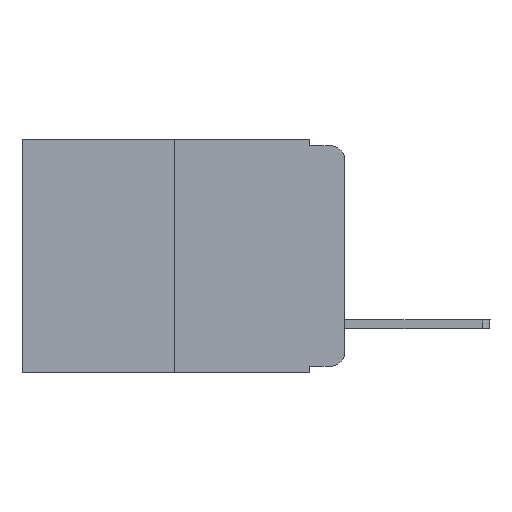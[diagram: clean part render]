
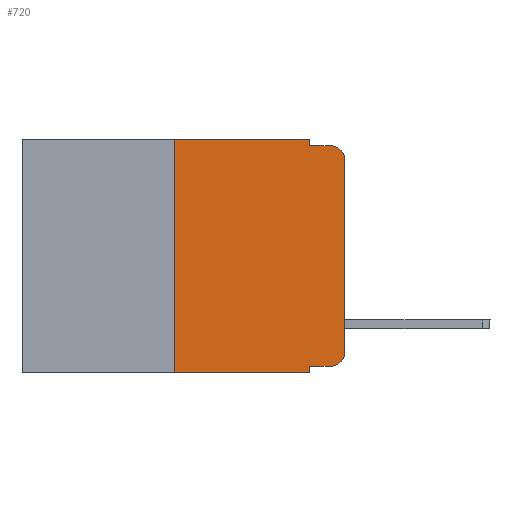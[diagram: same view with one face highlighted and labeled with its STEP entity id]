
A CAD part, left-side view. The second image highlights one B-rep face of the part: STEP entity #720.
In plain terms, the highlighted planar face has unit normal (-1, 0, 0).
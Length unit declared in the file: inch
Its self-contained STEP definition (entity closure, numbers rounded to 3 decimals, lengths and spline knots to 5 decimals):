
#191 = EDGE_CURVE ( 'NONE', #20744, #9552, #10998, .T. ) ;
#561 = LINE ( 'NONE', #18279, #2196 ) ;
#647 = CARTESIAN_POINT ( 'NONE',  ( 0., 0., 0. ) ) ;
#688 = VECTOR ( 'NONE', #13425, 39.37008 ) ;
#720 = ADVANCED_FACE ( 'NONE', ( #19974 ), #22060, .F. ) ;
#1346 = CARTESIAN_POINT ( 'NONE',  ( 0., 0.051, -0.333 ) ) ;
#2196 = VECTOR ( 'NONE', #7385, 39.37008 ) ;
#2577 = DIRECTION ( 'NONE',  ( 0., 0., -1. ) ) ;
#2644 = AXIS2_PLACEMENT_3D ( 'NONE', #20570, #5171, #15384 ) ;
#3022 = CARTESIAN_POINT ( 'NONE',  ( 0., 0.051, -0.01 ) ) ;
#3052 = VECTOR ( 'NONE', #4569, 39.37008 ) ;
#3065 = AXIS2_PLACEMENT_3D ( 'NONE', #7768, #18337, #2577 ) ;
#4038 = ORIENTED_EDGE ( 'NONE', *, *, #191, .T. ) ;
#4239 = CARTESIAN_POINT ( 'NONE',  ( 0., 0.473, 0. ) ) ;
#4569 = DIRECTION ( 'NONE',  ( 0., 0., 1. ) ) ;
#4579 = DIRECTION ( 'NONE',  ( 1., 0., 0. ) ) ;
#4602 = ORIENTED_EDGE ( 'NONE', *, *, #21543, .T. ) ;
#4879 = ORIENTED_EDGE ( 'NONE', *, *, #12233, .T. ) ;
#5171 = DIRECTION ( 'NONE',  ( -1., 0., 0. ) ) ;
#5446 = CARTESIAN_POINT ( 'NONE',  ( 0., 0.051, 0. ) ) ;
#5636 = VERTEX_POINT ( 'NONE', #7432 ) ;
#6170 = EDGE_CURVE ( 'NONE', #14115, #11088, #6414, .T. ) ;
#6349 = DIRECTION ( 'NONE',  ( 0., -1., 0. ) ) ;
#6400 = LINE ( 'NONE', #13409, #19794 ) ;
#6414 = LINE ( 'NONE', #1346, #688 ) ;
#6740 = CARTESIAN_POINT ( 'NONE',  ( 0., 0.25, -0.343 ) ) ;
#6760 = VECTOR ( 'NONE', #12581, 39.37008 ) ;
#7187 = VERTEX_POINT ( 'NONE', #8433 ) ;
#7385 = DIRECTION ( 'NONE',  ( 0., 0., -1. ) ) ;
#7432 = CARTESIAN_POINT ( 'NONE',  ( 0., 0.051, 0. ) ) ;
#7768 = CARTESIAN_POINT ( 'NONE',  ( 0., 0.02, -0.03 ) ) ;
#7799 = CARTESIAN_POINT ( 'NONE',  ( 0., 0., -0.313 ) ) ;
#7808 = DIRECTION ( 'NONE',  ( 0., 0., -1. ) ) ;
#7838 = EDGE_CURVE ( 'NONE', #5636, #12938, #561, .T. ) ;
#8433 = CARTESIAN_POINT ( 'NONE',  ( 0., 0.25, 0. ) ) ;
#8562 = CARTESIAN_POINT ( 'NONE',  ( 0., 0.02, -0.01 ) ) ;
#9498 = CARTESIAN_POINT ( 'NONE',  ( 0., 0.473, -0.343 ) ) ;
#9552 = VERTEX_POINT ( 'NONE', #16298 ) ;
#9597 = LINE ( 'NONE', #14868, #20871 ) ;
#10120 = CARTESIAN_POINT ( 'NONE',  ( 0., 0.051, -0.01 ) ) ;
#10268 = EDGE_CURVE ( 'NONE', #14115, #9552, #15791, .T. ) ;
#10998 = LINE ( 'NONE', #9498, #16675 ) ;
#11088 = VERTEX_POINT ( 'NONE', #12388 ) ;
#11977 = ORIENTED_EDGE ( 'NONE', *, *, #16315, .F. ) ;
#12233 = EDGE_CURVE ( 'NONE', #11088, #21530, #22483, .T. ) ;
#12388 = CARTESIAN_POINT ( 'NONE',  ( 0., 0.02, -0.333 ) ) ;
#12581 = DIRECTION ( 'NONE',  ( 0., 0., -1. ) ) ;
#12606 = ORIENTED_EDGE ( 'NONE', *, *, #15331, .F. ) ;
#12880 = VECTOR ( 'NONE', #6349, 39.37008 ) ;
#12938 = VERTEX_POINT ( 'NONE', #10120 ) ;
#13049 = AXIS2_PLACEMENT_3D ( 'NONE', #4239, #4579, #7808 ) ;
#13351 = LINE ( 'NONE', #3022, #12880 ) ;
#13409 = CARTESIAN_POINT ( 'NONE',  ( 0., 0.473, 0. ) ) ;
#13425 = DIRECTION ( 'NONE',  ( 0., -1., 0. ) ) ;
#14115 = VERTEX_POINT ( 'NONE', #20808 ) ;
#14281 = ORIENTED_EDGE ( 'NONE', *, *, #21982, .T. ) ;
#14868 = CARTESIAN_POINT ( 'NONE',  ( 0., 0.25, 0. ) ) ;
#15331 = EDGE_CURVE ( 'NONE', #20744, #7187, #9597, .T. ) ;
#15384 = DIRECTION ( 'NONE',  ( 0., 0., -1. ) ) ;
#15474 = DIRECTION ( 'NONE',  ( 0., -1., 0. ) ) ;
#15791 = LINE ( 'NONE', #5446, #6760 ) ;
#16298 = CARTESIAN_POINT ( 'NONE',  ( 0., 0.051, -0.343 ) ) ;
#16315 = EDGE_CURVE ( 'NONE', #7187, #5636, #6400, .T. ) ;
#16497 = DIRECTION ( 'NONE',  ( 0., 0., 1. ) ) ;
#16675 = VECTOR ( 'NONE', #18012, 39.37008 ) ;
#16707 = ORIENTED_EDGE ( 'NONE', *, *, #19693, .F. ) ;
#16832 = VERTEX_POINT ( 'NONE', #8562 ) ;
#17482 = VERTEX_POINT ( 'NONE', #20077 ) ;
#18012 = DIRECTION ( 'NONE',  ( 0., -1., 0. ) ) ;
#18279 = CARTESIAN_POINT ( 'NONE',  ( 0., 0.051, 0. ) ) ;
#18337 = DIRECTION ( 'NONE',  ( -1., 0., 0. ) ) ;
#18678 = ORIENTED_EDGE ( 'NONE', *, *, #10268, .F. ) ;
#19235 = CIRCLE ( 'NONE', #3065, 0.02 ) ;
#19693 = EDGE_CURVE ( 'NONE', #12938, #16832, #13351, .T. ) ;
#19794 = VECTOR ( 'NONE', #15474, 39.37008 ) ;
#19974 = FACE_OUTER_BOUND ( 'NONE', #21411, .T. ) ;
#20077 = CARTESIAN_POINT ( 'NONE',  ( 0., 0., -0.03 ) ) ;
#20190 = LINE ( 'NONE', #647, #3052 ) ;
#20570 = CARTESIAN_POINT ( 'NONE',  ( 0., 0.02, -0.313 ) ) ;
#20744 = VERTEX_POINT ( 'NONE', #6740 ) ;
#20808 = CARTESIAN_POINT ( 'NONE',  ( 0., 0.051, -0.333 ) ) ;
#20871 = VECTOR ( 'NONE', #16497, 39.37008 ) ;
#21212 = ORIENTED_EDGE ( 'NONE', *, *, #7838, .F. ) ;
#21411 = EDGE_LOOP ( 'NONE', ( #4602, #14281, #16707, #21212, #11977, #12606, #4038, #18678, #21846, #4879 ) ) ;
#21530 = VERTEX_POINT ( 'NONE', #7799 ) ;
#21543 = EDGE_CURVE ( 'NONE', #21530, #17482, #20190, .T. ) ;
#21846 = ORIENTED_EDGE ( 'NONE', *, *, #6170, .T. ) ;
#21982 = EDGE_CURVE ( 'NONE', #17482, #16832, #19235, .T. ) ;
#22060 = PLANE ( 'NONE',  #13049 ) ;
#22483 = CIRCLE ( 'NONE', #2644, 0.02 ) ;
